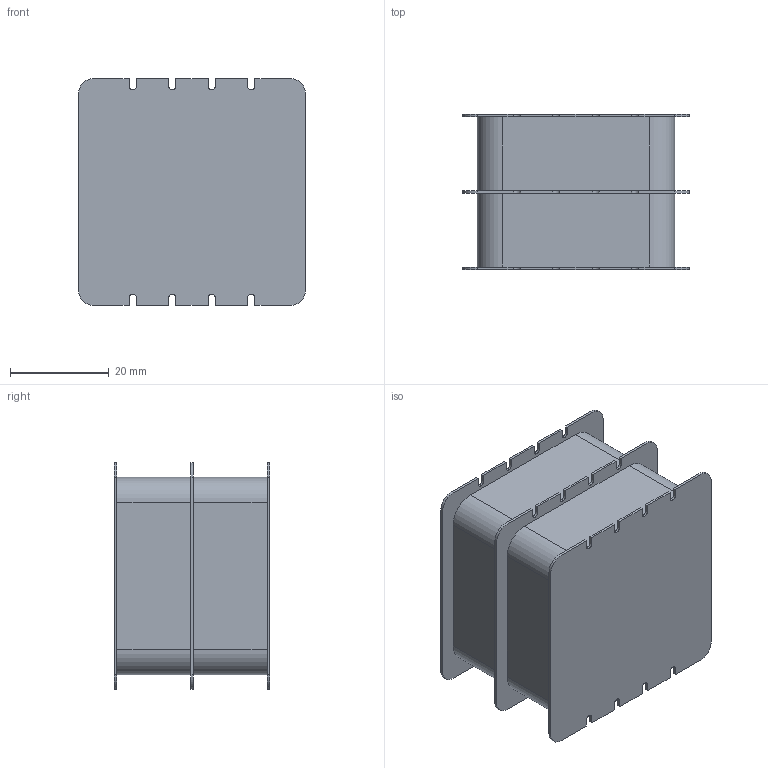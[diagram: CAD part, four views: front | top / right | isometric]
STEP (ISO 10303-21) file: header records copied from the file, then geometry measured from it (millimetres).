
FILE_DESCRIPTION(('produced by SPATIAL CORP'),'2;1');
FILE_NAME( 'power_trans_coil_.prt.hh.sat.stp','2002-04-19T14:08:10+00:00',('SPATIAL CORP'),('SPATIAL CORP' ),'ACIS STEP Husk','http://www.spatial.com','SPATIAL CORP');
FILE_SCHEMA(('CONFIG_CONTROL_DESIGN'));
Length unit declared in the file: millimetre
Products named in the file (1): PRODUCT_ID_1
Bounding box: 46 x 31.5 x 46 mm (x, y, z)
Volume: 50481 mm3; surface area: 11042.1 mm2
Topology: 1 solids, 1 shells, 142 faces, 408 edges, 272 vertices
Faces by surface type: plane 98, cylinder 44
Entity records: 4725 total; most frequent: CARTESIAN_POINT 822, ORIENTED_EDGE 816, DIRECTION 780, EDGE_CURVE 408, VECTOR 320, LINE 320, VERTEX_POINT 272, AXIS2_PLACEMENT_3D 230
